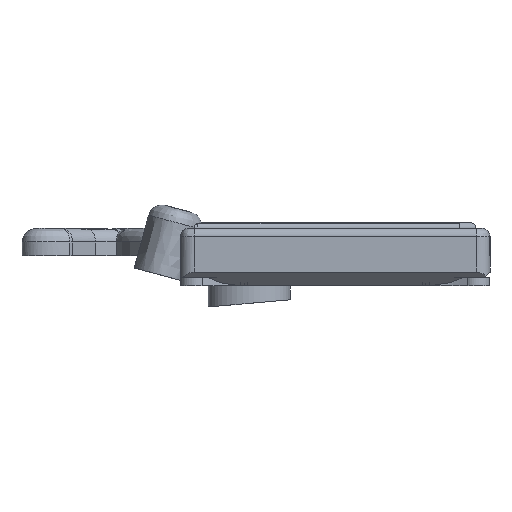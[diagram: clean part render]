
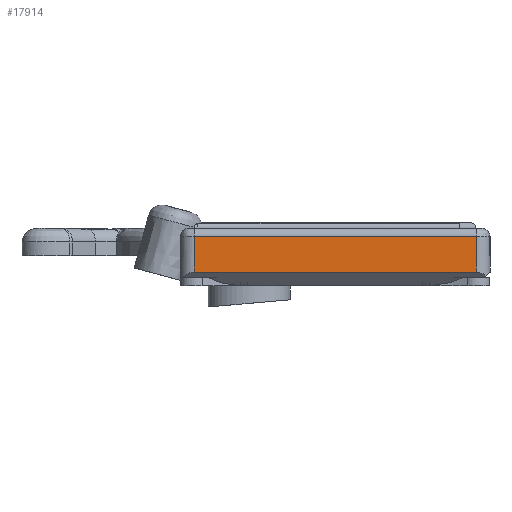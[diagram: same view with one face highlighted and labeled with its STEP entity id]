
A CAD part, left-side view. The second image highlights one B-rep face of the part: STEP entity #17914.
In plain terms, the highlighted planar face has unit normal (-1, 0, 0).
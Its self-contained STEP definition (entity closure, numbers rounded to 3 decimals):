
#875=FACE_OUTER_BOUND('',#1815,.T.);
#1815=EDGE_LOOP('',(#12739,#12740,#12741,#12742));
#2928=LINE('',#27159,#5183);
#2931=LINE('',#27170,#5186);
#3040=LINE('',#27662,#5295);
#3071=LINE('',#27943,#5326);
#5183=VECTOR('',#20138,10.);
#5186=VECTOR('',#20149,10.);
#5295=VECTOR('',#20438,10.);
#5326=VECTOR('',#20555,10.);
#7513=VERTEX_POINT('',#27156);
#7514=VERTEX_POINT('',#27158);
#7518=VERTEX_POINT('',#27168);
#7624=VERTEX_POINT('',#27661);
#9345=EDGE_CURVE('',#7513,#7514,#2928,.T.);
#9351=EDGE_CURVE('',#7518,#7513,#2931,.T.);
#9521=EDGE_CURVE('',#7514,#7624,#3040,.T.);
#9571=EDGE_CURVE('',#7624,#7518,#3071,.T.);
#12739=ORIENTED_EDGE('',*,*,#9345,.F.);
#12740=ORIENTED_EDGE('',*,*,#9351,.F.);
#12741=ORIENTED_EDGE('',*,*,#9571,.F.);
#12742=ORIENTED_EDGE('',*,*,#9521,.F.);
#17058=PLANE('',#18921);
#17914=ADVANCED_FACE('',(#875),#17058,.T.);
#18921=AXIS2_PLACEMENT_3D('',#27942,#20553,#20554);
#20138=DIRECTION('',(0.,1.,0.));
#20149=DIRECTION('',(0.,0.,-1.));
#20438=DIRECTION('',(0.,0.,1.));
#20553=DIRECTION('center_axis',(-1.,0.,0.));
#20554=DIRECTION('ref_axis',(0.,1.,0.));
#20555=DIRECTION('',(0.,-1.,0.));
#27156=CARTESIAN_POINT('',(-5.,-103.128,-6.));
#27158=CARTESIAN_POINT('',(-5.,0.,-6.));
#27159=CARTESIAN_POINT('',(-5.,-79.846,-6.));
#27168=CARTESIAN_POINT('',(-5.,-103.128,7.));
#27170=CARTESIAN_POINT('',(-5.,-103.128,10.));
#27661=CARTESIAN_POINT('',(-5.,0.,7.));
#27662=CARTESIAN_POINT('',(-5.,0.,10.));
#27942=CARTESIAN_POINT('Origin',(-5.,-108.128,10.));
#27943=CARTESIAN_POINT('',(-5.,-79.846,7.));
